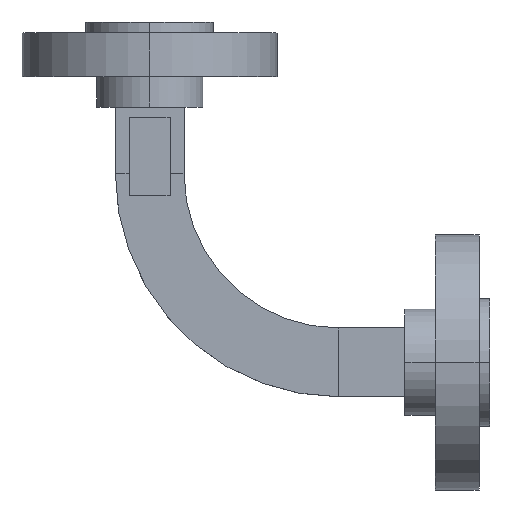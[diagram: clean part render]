
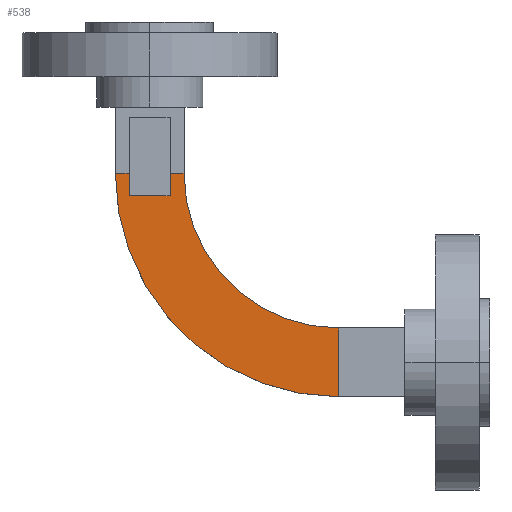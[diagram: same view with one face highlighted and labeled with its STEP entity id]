
A CAD part, top view. The second image highlights one B-rep face of the part: STEP entity #538.
In plain terms, the highlighted planar face has unit normal (0, 0, 1).
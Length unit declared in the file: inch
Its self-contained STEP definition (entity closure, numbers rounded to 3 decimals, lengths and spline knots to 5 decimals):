
#10 = VECTOR ( 'NONE', #1529, 39.37008 ) ;
#19 = LINE ( 'NONE', #1043, #1707 ) ;
#55 = VERTEX_POINT ( 'NONE', #487 ) ;
#89 = DIRECTION ( 'NONE',  ( 0., 0., 1. ) ) ;
#99 = EDGE_CURVE ( 'NONE', #529, #1257, #621, .T. ) ;
#209 = ORIENTED_EDGE ( 'NONE', *, *, #849, .F. ) ;
#257 = ORIENTED_EDGE ( 'NONE', *, *, #688, .F. ) ;
#282 = CARTESIAN_POINT ( 'NONE',  ( 0.101, 0.5555, 0.0705 ) ) ;
#284 = CARTESIAN_POINT ( 'NONE',  ( -0.06, 0.49, 0.0705 ) ) ;
#295 = FACE_OUTER_BOUND ( 'NONE', #984, .T. ) ;
#296 = CARTESIAN_POINT ( 'NONE',  ( -0.101, 0.5555, 0.0705 ) ) ;
#324 = CARTESIAN_POINT ( 'NONE',  ( 0.5555, -0.101, 0.0705 ) ) ;
#365 = CARTESIAN_POINT ( 'NONE',  ( 0.06, 0.72, 0.0705 ) ) ;
#373 = DIRECTION ( 'NONE',  ( -1., 0., 0. ) ) ;
#440 = CARTESIAN_POINT ( 'NONE',  ( 0.101, 0.5555, 0.0705 ) ) ;
#470 = EDGE_CURVE ( 'NONE', #952, #529, #996, .T. ) ;
#482 = EDGE_CURVE ( 'NONE', #1682, #1257, #1868, .T. ) ;
#484 = PLANE ( 'NONE',  #1143 ) ;
#487 = CARTESIAN_POINT ( 'NONE',  ( 0.06, 0.49, 0.0705 ) ) ;
#501 = ORIENTED_EDGE ( 'NONE', *, *, #1366, .T. ) ;
#506 = LINE ( 'NONE', #686, #1747 ) ;
#524 = CARTESIAN_POINT ( 'NONE',  ( -0.06, 0.49, 0.0705 ) ) ;
#529 = VERTEX_POINT ( 'NONE', #2021 ) ;
#538 = ADVANCED_FACE ( 'NONE', ( #295 ), #484, .T. ) ;
#557 = DIRECTION ( 'NONE',  ( -1., 0., 0. ) ) ;
#599 = AXIS2_PLACEMENT_3D ( 'NONE', #1608, #89, #1283 ) ;
#621 = LINE ( 'NONE', #1157, #10 ) ;
#686 = CARTESIAN_POINT ( 'NONE',  ( 0.101, 0.5555, 0.0705 ) ) ;
#688 = EDGE_CURVE ( 'NONE', #55, #967, #1555, .T. ) ;
#720 = EDGE_CURVE ( 'NONE', #1759, #1682, #506, .T. ) ;
#784 = ORIENTED_EDGE ( 'NONE', *, *, #470, .F. ) ;
#794 = ORIENTED_EDGE ( 'NONE', *, *, #720, .T. ) ;
#837 = DIRECTION ( 'NONE',  ( 0., 1., 0. ) ) ;
#849 = EDGE_CURVE ( 'NONE', #1633, #55, #1377, .T. ) ;
#952 = VERTEX_POINT ( 'NONE', #440 ) ;
#967 = VERTEX_POINT ( 'NONE', #1972 ) ;
#984 = EDGE_LOOP ( 'NONE', ( #209, #501, #794, #1276, #1214, #784, #1654, #257 ) ) ;
#996 = CIRCLE ( 'NONE', #599, 0.4545 ) ;
#1043 = CARTESIAN_POINT ( 'NONE',  ( -0.06, 0.5555, 0.0705 ) ) ;
#1079 = DIRECTION ( 'NONE',  ( 0., 0., 1. ) ) ;
#1129 = DIRECTION ( 'NONE',  ( 0., 0., 1. ) ) ;
#1133 = CARTESIAN_POINT ( 'NONE',  ( 0.101, 0.5555, 0.0705 ) ) ;
#1143 = AXIS2_PLACEMENT_3D ( 'NONE', #282, #1129, #1324 ) ;
#1157 = CARTESIAN_POINT ( 'NONE',  ( 0.5555, 0.101, 0.0705 ) ) ;
#1212 = DIRECTION ( 'NONE',  ( 1., 0., 0. ) ) ;
#1214 = ORIENTED_EDGE ( 'NONE', *, *, #99, .F. ) ;
#1249 = VECTOR ( 'NONE', #1565, 39.37008 ) ;
#1257 = VERTEX_POINT ( 'NONE', #324 ) ;
#1276 = ORIENTED_EDGE ( 'NONE', *, *, #482, .T. ) ;
#1283 = DIRECTION ( 'NONE',  ( -1., 0., 0. ) ) ;
#1284 = EDGE_CURVE ( 'NONE', #952, #967, #1466, .T. ) ;
#1324 = DIRECTION ( 'NONE',  ( 1., 0., 0. ) ) ;
#1366 = EDGE_CURVE ( 'NONE', #1633, #1759, #19, .T. ) ;
#1377 = LINE ( 'NONE', #524, #1457 ) ;
#1378 = CARTESIAN_POINT ( 'NONE',  ( -0.06, 0.5555, 0.0705 ) ) ;
#1457 = VECTOR ( 'NONE', #1212, 39.37008 ) ;
#1466 = LINE ( 'NONE', #1133, #1956 ) ;
#1529 = DIRECTION ( 'NONE',  ( 0., -1., 0. ) ) ;
#1555 = LINE ( 'NONE', #365, #1249 ) ;
#1565 = DIRECTION ( 'NONE',  ( 0., 1., 0. ) ) ;
#1608 = CARTESIAN_POINT ( 'NONE',  ( 0.5555, 0.5555, 0.0705 ) ) ;
#1633 = VERTEX_POINT ( 'NONE', #284 ) ;
#1654 = ORIENTED_EDGE ( 'NONE', *, *, #1284, .T. ) ;
#1682 = VERTEX_POINT ( 'NONE', #296 ) ;
#1707 = VECTOR ( 'NONE', #837, 39.37008 ) ;
#1747 = VECTOR ( 'NONE', #373, 39.37008 ) ;
#1759 = VERTEX_POINT ( 'NONE', #1378 ) ;
#1823 = AXIS2_PLACEMENT_3D ( 'NONE', #2131, #1079, #557 ) ;
#1868 = CIRCLE ( 'NONE', #1823, 0.6565 ) ;
#1914 = DIRECTION ( 'NONE',  ( -1., 0., 0. ) ) ;
#1956 = VECTOR ( 'NONE', #1914, 39.37008 ) ;
#1972 = CARTESIAN_POINT ( 'NONE',  ( 0.06, 0.5555, 0.0705 ) ) ;
#2021 = CARTESIAN_POINT ( 'NONE',  ( 0.5555, 0.101, 0.0705 ) ) ;
#2131 = CARTESIAN_POINT ( 'NONE',  ( 0.5555, 0.5555, 0.0705 ) ) ;
